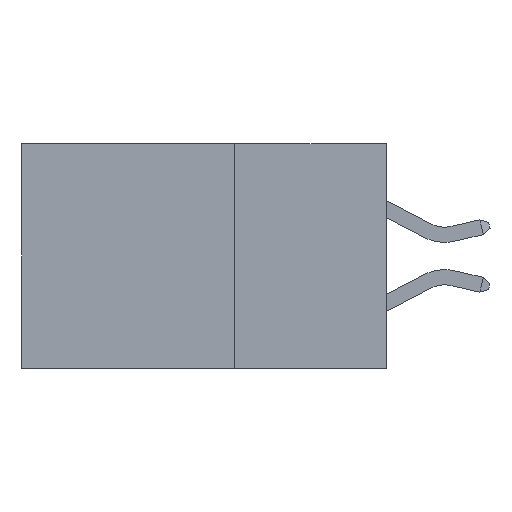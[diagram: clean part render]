
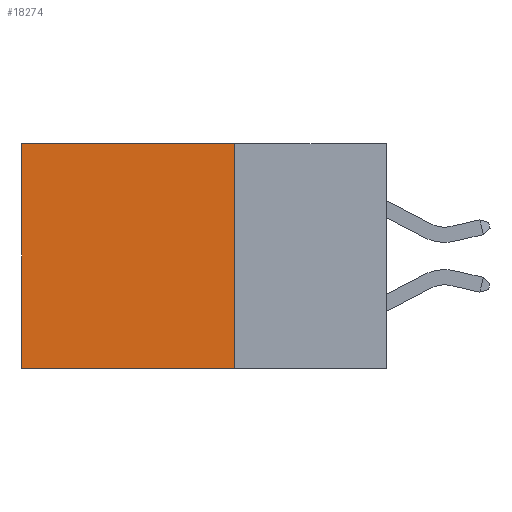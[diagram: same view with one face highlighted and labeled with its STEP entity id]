
A CAD part, left-side view. The second image highlights one B-rep face of the part: STEP entity #18274.
In plain terms, the highlighted planar face has unit normal (-1, 0, 0).
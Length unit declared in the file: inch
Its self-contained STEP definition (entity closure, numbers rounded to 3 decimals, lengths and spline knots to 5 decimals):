
#987 = LINE ( 'NONE', #12876, #4538 ) ;
#1401 = AXIS2_PLACEMENT_3D ( 'NONE', #3048, #13582, #4620 ) ;
#2214 = CARTESIAN_POINT ( 'NONE',  ( 0.298, 0.25, -0.37 ) ) ;
#3048 = CARTESIAN_POINT ( 'NONE',  ( 0.298, 0.25, 0. ) ) ;
#4538 = VECTOR ( 'NONE', #13514, 39.37008 ) ;
#4620 = DIRECTION ( 'NONE',  ( 0., 0., -1. ) ) ;
#4645 = VERTEX_POINT ( 'NONE', #8493 ) ;
#4976 = EDGE_CURVE ( 'NONE', #4645, #18514, #987, .T. ) ;
#5240 = ORIENTED_EDGE ( 'NONE', *, *, #15026, .T. ) ;
#5425 = VERTEX_POINT ( 'NONE', #17451 ) ;
#5926 = VECTOR ( 'NONE', #8382, 39.37008 ) ;
#6722 = DIRECTION ( 'NONE',  ( 0., 1., 0. ) ) ;
#8382 = DIRECTION ( 'NONE',  ( 0., 1., 0. ) ) ;
#8493 = CARTESIAN_POINT ( 'NONE',  ( 0.298, 0.25, 0. ) ) ;
#10215 = CARTESIAN_POINT ( 'NONE',  ( 0.298, 0.6, 0. ) ) ;
#10231 = VECTOR ( 'NONE', #6722, 39.37008 ) ;
#10534 = ORIENTED_EDGE ( 'NONE', *, *, #13812, .T. ) ;
#10938 = CARTESIAN_POINT ( 'NONE',  ( 0.298, 0.6, -0.37 ) ) ;
#11671 = DIRECTION ( 'NONE',  ( 0., 0., -1. ) ) ;
#12021 = PLANE ( 'NONE',  #1401 ) ;
#12876 = CARTESIAN_POINT ( 'NONE',  ( 0.298, 0.25, 0. ) ) ;
#13514 = DIRECTION ( 'NONE',  ( 0., 0., -1. ) ) ;
#13582 = DIRECTION ( 'NONE',  ( 1., 0., 0. ) ) ;
#13731 = ORIENTED_EDGE ( 'NONE', *, *, #4976, .F. ) ;
#13812 = EDGE_CURVE ( 'NONE', #5425, #16916, #19025, .T. ) ;
#13878 = LINE ( 'NONE', #2214, #5926 ) ;
#14308 = EDGE_CURVE ( 'NONE', #18514, #16916, #13878, .T. ) ;
#14648 = ORIENTED_EDGE ( 'NONE', *, *, #14308, .F. ) ;
#15026 = EDGE_CURVE ( 'NONE', #4645, #5425, #17992, .T. ) ;
#16363 = FACE_OUTER_BOUND ( 'NONE', #17871, .T. ) ;
#16916 = VERTEX_POINT ( 'NONE', #10938 ) ;
#17451 = CARTESIAN_POINT ( 'NONE',  ( 0.298, 0.6, 0. ) ) ;
#17871 = EDGE_LOOP ( 'NONE', ( #10534, #14648, #13731, #5240 ) ) ;
#17992 = LINE ( 'NONE', #18367, #10231 ) ;
#18266 = CARTESIAN_POINT ( 'NONE',  ( 0.298, 0.25, -0.37 ) ) ;
#18274 = ADVANCED_FACE ( 'NONE', ( #16363 ), #12021, .F. ) ;
#18367 = CARTESIAN_POINT ( 'NONE',  ( 0.298, 0.25, 0. ) ) ;
#18514 = VERTEX_POINT ( 'NONE', #18266 ) ;
#18583 = VECTOR ( 'NONE', #11671, 39.37008 ) ;
#19025 = LINE ( 'NONE', #10215, #18583 ) ;
